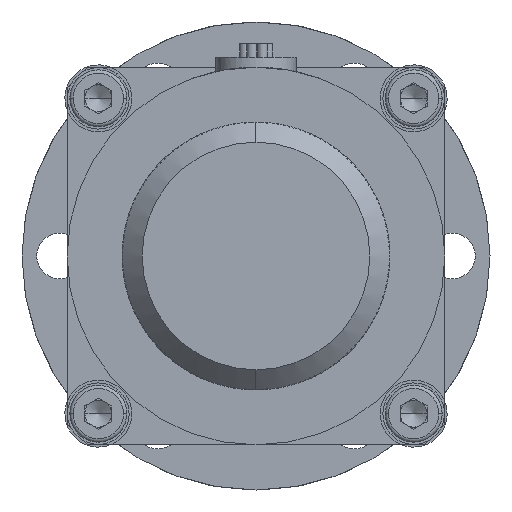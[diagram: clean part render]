
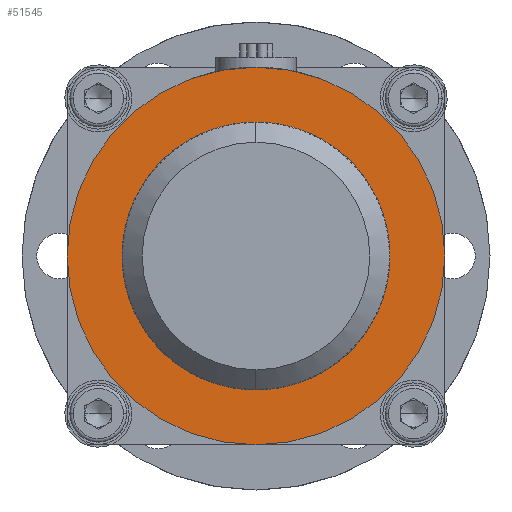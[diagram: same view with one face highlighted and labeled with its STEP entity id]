
A CAD part, front view. The second image highlights one B-rep face of the part: STEP entity #51545.
In plain terms, the highlighted face is planar.
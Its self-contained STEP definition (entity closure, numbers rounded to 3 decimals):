
#1157 = FACE_BOUND ( 'NONE', #62690, .T. ) ;
#1225 = EDGE_LOOP ( 'NONE', ( #13862, #28863 ) ) ;
#3032 = DIRECTION ( 'NONE',  ( 0., 0., 1. ) ) ;
#3056 = DIRECTION ( 'NONE',  ( 0., 1., 0. ) ) ;
#5226 = DIRECTION ( 'NONE',  ( 0., 0., 1. ) ) ;
#8895 = CARTESIAN_POINT ( 'NONE',  ( 0., 38., -3.9 ) ) ;
#9041 = DIRECTION ( 'NONE',  ( 0., 1., 0. ) ) ;
#9137 = CARTESIAN_POINT ( 'NONE',  ( 0., 38., 3.9 ) ) ;
#9854 = CIRCLE ( 'NONE', #36275, 3.9 ) ;
#12917 = VERTEX_POINT ( 'NONE', #8895 ) ;
#13071 = AXIS2_PLACEMENT_3D ( 'NONE', #63082, #31593, #3032 ) ;
#13862 = ORIENTED_EDGE ( 'NONE', *, *, #31456, .T. ) ;
#15170 = CARTESIAN_POINT ( 'NONE',  ( 0., 38., -28.2 ) ) ;
#16923 = CIRCLE ( 'NONE', #13071, 28.2 ) ;
#19363 = EDGE_CURVE ( 'NONE', #66487, #12917, #9854, .T. ) ;
#24747 = CARTESIAN_POINT ( 'NONE',  ( 0., 38., 0. ) ) ;
#28839 = ORIENTED_EDGE ( 'NONE', *, *, #19363, .F. ) ;
#28863 = ORIENTED_EDGE ( 'NONE', *, *, #58069, .T. ) ;
#30886 = DIRECTION ( 'NONE',  ( 0., 1., 0. ) ) ;
#31456 = EDGE_CURVE ( 'NONE', #37047, #48844, #16923, .T. ) ;
#31593 = DIRECTION ( 'NONE',  ( 0., 1., 0. ) ) ;
#33929 = AXIS2_PLACEMENT_3D ( 'NONE', #34699, #3056, #40011 ) ;
#34699 = CARTESIAN_POINT ( 'NONE',  ( 0., 38., 0. ) ) ;
#36275 = AXIS2_PLACEMENT_3D ( 'NONE', #68276, #36854, #5226 ) ;
#36854 = DIRECTION ( 'NONE',  ( 0., 1., 0. ) ) ;
#37047 = VERTEX_POINT ( 'NONE', #15170 ) ;
#40011 = DIRECTION ( 'NONE',  ( 0., 0., 1. ) ) ;
#40675 = PLANE ( 'NONE',  #45144 ) ;
#45144 = AXIS2_PLACEMENT_3D ( 'NONE', #24747, #9041, #45939 ) ;
#45939 = DIRECTION ( 'NONE',  ( 0., 0., 1. ) ) ;
#48808 = EDGE_CURVE ( 'NONE', #12917, #66487, #51760, .T. ) ;
#48844 = VERTEX_POINT ( 'NONE', #57114 ) ;
#49809 = ORIENTED_EDGE ( 'NONE', *, *, #48808, .F. ) ;
#51545 = ADVANCED_FACE ( 'NONE', ( #53932, #1157 ), #40675, .T. ) ;
#51760 = CIRCLE ( 'NONE', #65272, 3.9 ) ;
#53932 = FACE_OUTER_BOUND ( 'NONE', #1225, .T. ) ;
#57069 = CIRCLE ( 'NONE', #33929, 28.2 ) ;
#57114 = CARTESIAN_POINT ( 'NONE',  ( 0., 38., 28.2 ) ) ;
#58069 = EDGE_CURVE ( 'NONE', #48844, #37047, #57069, .T. ) ;
#62397 = CARTESIAN_POINT ( 'NONE',  ( 0., 38., 0. ) ) ;
#62690 = EDGE_LOOP ( 'NONE', ( #49809, #28839 ) ) ;
#63082 = CARTESIAN_POINT ( 'NONE',  ( 0., 38., 0. ) ) ;
#65272 = AXIS2_PLACEMENT_3D ( 'NONE', #62397, #30886, #67660 ) ;
#66487 = VERTEX_POINT ( 'NONE', #9137 ) ;
#67660 = DIRECTION ( 'NONE',  ( 0., 0., 1. ) ) ;
#68276 = CARTESIAN_POINT ( 'NONE',  ( 0., 38., 0. ) ) ;
